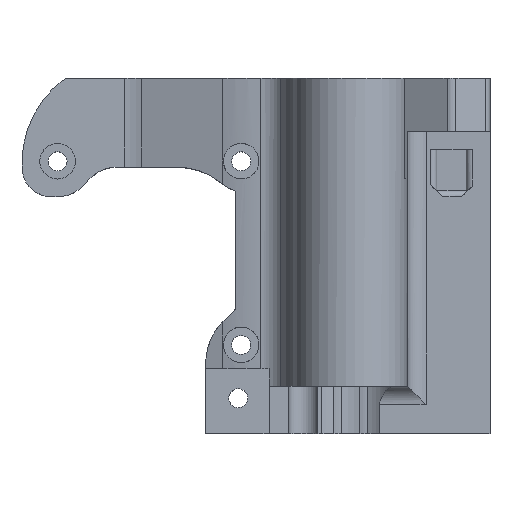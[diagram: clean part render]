
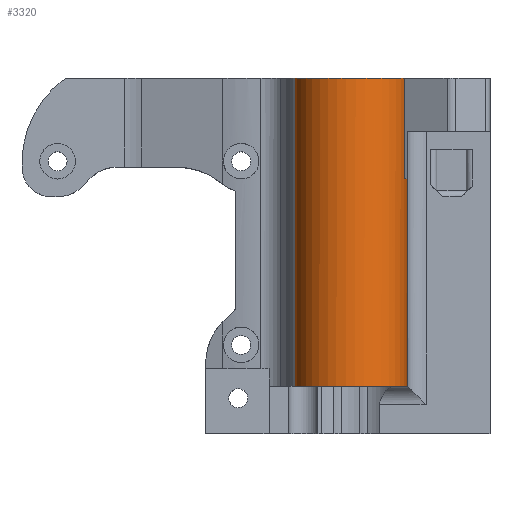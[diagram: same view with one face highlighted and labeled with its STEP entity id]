
A CAD part, top view. The second image highlights one B-rep face of the part: STEP entity #3320.
In plain terms, the highlighted cylindrical face has radius 9.5 mm (diameter 19 mm), a partial arc.
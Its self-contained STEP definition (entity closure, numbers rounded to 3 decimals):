
#160=CIRCLE('',#3511,9.5);
#175=CIRCLE('',#3531,9.5);
#211=CIRCLE('',#3615,9.5);
#288=CYLINDRICAL_SURFACE('',#3614,9.5);
#434=FACE_OUTER_BOUND('',#615,.T.);
#615=EDGE_LOOP('',(#2712,#2713,#2714,#2715,#2716,#2717));
#900=LINE('',#5524,#1210);
#917=LINE('',#5585,#1227);
#919=LINE('',#5590,#1229);
#1210=VECTOR('',#4352,1000.);
#1227=VECTOR('',#4419,10.);
#1229=VECTOR('',#4425,12.);
#1467=VERTEX_POINT('',#5196);
#1469=VERTEX_POINT('',#5199);
#1487=VERTEX_POINT('',#5244);
#1488=VERTEX_POINT('',#5246);
#1565=VERTEX_POINT('',#5583);
#1566=VERTEX_POINT('',#5588);
#1852=EDGE_CURVE('',#1467,#1469,#160,.F.);
#1874=EDGE_CURVE('',#1487,#1488,#175,.T.);
#1967=EDGE_CURVE('',#1467,#1487,#900,.T.);
#1997=EDGE_CURVE('',#1565,#1469,#917,.F.);
#1999=EDGE_CURVE('',#1566,#1565,#211,.T.);
#2000=EDGE_CURVE('',#1488,#1566,#919,.T.);
#2712=ORIENTED_EDGE('',*,*,#1852,.T.);
#2713=ORIENTED_EDGE('',*,*,#1997,.F.);
#2714=ORIENTED_EDGE('',*,*,#1999,.F.);
#2715=ORIENTED_EDGE('',*,*,#2000,.F.);
#2716=ORIENTED_EDGE('',*,*,#1874,.F.);
#2717=ORIENTED_EDGE('',*,*,#1967,.F.);
#3320=ADVANCED_FACE('',(#434),#288,.T.);
#3511=AXIS2_PLACEMENT_3D('',#5201,#4128,#4129);
#3531=AXIS2_PLACEMENT_3D('',#5247,#4175,#4176);
#3614=AXIS2_PLACEMENT_3D('',#5587,#4421,#4422);
#3615=AXIS2_PLACEMENT_3D('',#5589,#4423,#4424);
#4128=DIRECTION('center_axis',(0.,1.,0.));
#4129=DIRECTION('ref_axis',(1.,0.,0.));
#4175=DIRECTION('center_axis',(0.,-1.,0.));
#4176=DIRECTION('ref_axis',(1.,0.,0.));
#4352=DIRECTION('',(0.,-1.,0.));
#4419=DIRECTION('',(0.,1.,0.));
#4421=DIRECTION('center_axis',(0.,-1.,0.));
#4422=DIRECTION('ref_axis',(1.,0.,0.));
#4423=DIRECTION('center_axis',(0.,1.,0.));
#4424=DIRECTION('ref_axis',(1.,0.,0.));
#4425=DIRECTION('',(0.,1.,0.));
#5196=CARTESIAN_POINT('',(-323.5,-128.305,-257.221));
#5199=CARTESIAN_POINT('',(-323.957,-128.305,-254.31));
#5201=CARTESIAN_POINT('Origin',(-333.,-128.305,-257.221));
#5244=CARTESIAN_POINT('',(-323.5,-163.305,-257.221));
#5246=CARTESIAN_POINT('',(-342.398,-163.305,-255.831));
#5247=CARTESIAN_POINT('Origin',(-333.,-163.305,-257.221));
#5524=CARTESIAN_POINT('',(-323.5,-120.305,-257.221));
#5583=CARTESIAN_POINT('',(-323.957,-111.305,-254.31));
#5585=CARTESIAN_POINT('',(-323.957,-120.305,-254.31));
#5587=CARTESIAN_POINT('Origin',(-333.,-120.305,-257.221));
#5588=CARTESIAN_POINT('',(-342.398,-111.305,-255.831));
#5589=CARTESIAN_POINT('Origin',(-333.,-111.305,-257.221));
#5590=CARTESIAN_POINT('',(-342.398,-164.805,-255.831));
